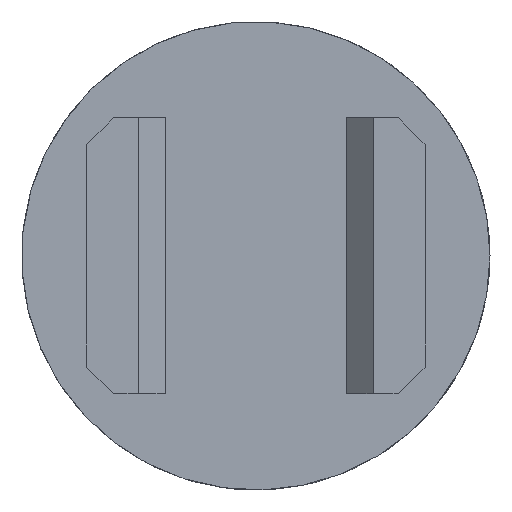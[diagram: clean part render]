
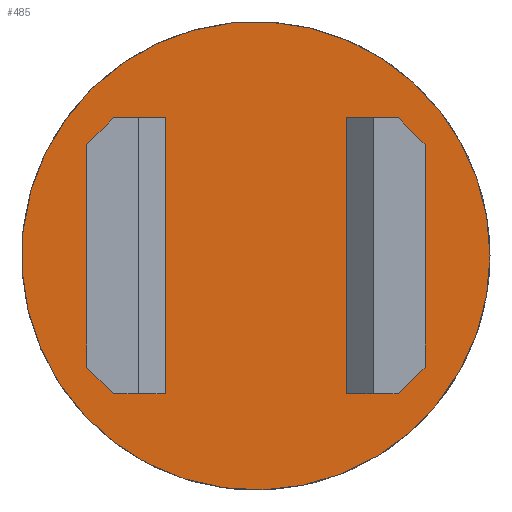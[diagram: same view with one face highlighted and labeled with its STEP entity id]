
A CAD part, front view. The second image highlights one B-rep face of the part: STEP entity #485.
In plain terms, the highlighted planar face has unit normal (0, -1, 0).
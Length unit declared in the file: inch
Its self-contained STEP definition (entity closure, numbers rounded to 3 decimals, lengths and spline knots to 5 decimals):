
#34=FACE_BOUND('',#111,.T.);
#35=FACE_BOUND('',#112,.T.);
#40=CIRCLE('',#518,0.375);
#68=FACE_OUTER_BOUND('',#110,.T.);
#110=EDGE_LOOP('',(#354));
#111=EDGE_LOOP('',(#355,#356,#357,#358,#359,#360));
#112=EDGE_LOOP('',(#361,#362,#363,#364,#365,#366));
#123=LINE('',#681,#165);
#127=LINE('',#689,#169);
#131=LINE('',#697,#173);
#134=LINE('',#704,#176);
#138=LINE('',#712,#180);
#142=LINE('',#720,#184);
#145=LINE('',#765,#187);
#146=LINE('',#767,#188);
#147=LINE('',#768,#189);
#148=LINE('',#770,#190);
#149=LINE('',#772,#191);
#150=LINE('',#773,#192);
#165=VECTOR('',#551,0.3937);
#169=VECTOR('',#557,0.3937);
#173=VECTOR('',#563,0.3937);
#176=VECTOR('',#568,0.3937);
#180=VECTOR('',#574,0.3937);
#184=VECTOR('',#580,0.3937);
#187=VECTOR('',#637,0.3937);
#188=VECTOR('',#638,0.3937);
#189=VECTOR('',#639,0.3937);
#190=VECTOR('',#640,0.3937);
#191=VECTOR('',#641,0.3937);
#192=VECTOR('',#642,0.3937);
#207=VERTEX_POINT('',#679);
#208=VERTEX_POINT('',#680);
#211=VERTEX_POINT('',#688);
#214=VERTEX_POINT('',#696);
#216=VERTEX_POINT('',#702);
#217=VERTEX_POINT('',#703);
#220=VERTEX_POINT('',#711);
#223=VERTEX_POINT('',#719);
#229=VERTEX_POINT('',#736);
#238=VERTEX_POINT('',#764);
#239=VERTEX_POINT('',#766);
#240=VERTEX_POINT('',#769);
#241=VERTEX_POINT('',#771);
#248=EDGE_CURVE('',#207,#208,#123,.T.);
#252=EDGE_CURVE('',#208,#211,#127,.T.);
#256=EDGE_CURVE('',#211,#214,#131,.T.);
#259=EDGE_CURVE('',#216,#217,#134,.T.);
#263=EDGE_CURVE('',#217,#220,#138,.T.);
#267=EDGE_CURVE('',#220,#223,#142,.T.);
#274=EDGE_CURVE('',#229,#229,#40,.T.);
#283=EDGE_CURVE('',#214,#238,#145,.T.);
#284=EDGE_CURVE('',#239,#207,#146,.T.);
#285=EDGE_CURVE('',#238,#239,#147,.T.);
#286=EDGE_CURVE('',#223,#240,#148,.T.);
#287=EDGE_CURVE('',#241,#216,#149,.T.);
#288=EDGE_CURVE('',#240,#241,#150,.T.);
#354=ORIENTED_EDGE('',*,*,#274,.T.);
#355=ORIENTED_EDGE('',*,*,#283,.F.);
#356=ORIENTED_EDGE('',*,*,#256,.F.);
#357=ORIENTED_EDGE('',*,*,#252,.F.);
#358=ORIENTED_EDGE('',*,*,#248,.F.);
#359=ORIENTED_EDGE('',*,*,#284,.F.);
#360=ORIENTED_EDGE('',*,*,#285,.F.);
#361=ORIENTED_EDGE('',*,*,#286,.F.);
#362=ORIENTED_EDGE('',*,*,#267,.F.);
#363=ORIENTED_EDGE('',*,*,#263,.F.);
#364=ORIENTED_EDGE('',*,*,#259,.F.);
#365=ORIENTED_EDGE('',*,*,#287,.F.);
#366=ORIENTED_EDGE('',*,*,#288,.F.);
#424=PLANE('',#536);
#485=ADVANCED_FACE('',(#68,#34,#35),#424,.T.);
#518=AXIS2_PLACEMENT_3D('',#737,#599,#600);
#536=AXIS2_PLACEMENT_3D('',#763,#635,#636);
#551=DIRECTION('',(0.,0.,-1.));
#557=DIRECTION('',(1.,0.,0.));
#563=DIRECTION('',(0.707,0.,0.707));
#568=DIRECTION('',(0.,0.,1.));
#574=DIRECTION('',(-1.,0.,0.));
#580=DIRECTION('',(-0.707,0.,-0.707));
#599=DIRECTION('center_axis',(0.,-1.,0.));
#600=DIRECTION('ref_axis',(-1.,0.,0.));
#635=DIRECTION('center_axis',(0.,-1.,0.));
#636=DIRECTION('ref_axis',(-1.,0.,0.));
#637=DIRECTION('',(0.,0.,1.));
#638=DIRECTION('',(-1.,0.,0.));
#639=DIRECTION('',(-0.707,0.,0.707));
#640=DIRECTION('',(0.,0.,-1.));
#641=DIRECTION('',(1.,0.,0.));
#642=DIRECTION('',(0.707,0.,-0.707));
#679=CARTESIAN_POINT('',(0.145,0.14,0.221));
#680=CARTESIAN_POINT('',(0.145,0.14,-0.221));
#681=CARTESIAN_POINT('',(0.145,0.14,-0.1105));
#688=CARTESIAN_POINT('',(0.228,0.14,-0.221));
#689=CARTESIAN_POINT('',(0.1355,0.14,-0.221));
#696=CARTESIAN_POINT('',(0.271,0.14,-0.178));
#697=CARTESIAN_POINT('',(0.237,0.14,-0.212));
#702=CARTESIAN_POINT('',(-0.145,0.14,-0.221));
#703=CARTESIAN_POINT('',(-0.145,0.14,0.221));
#704=CARTESIAN_POINT('',(-0.145,0.14,0.1105));
#711=CARTESIAN_POINT('',(-0.228,0.14,0.221));
#712=CARTESIAN_POINT('',(-0.1355,0.14,0.221));
#719=CARTESIAN_POINT('',(-0.271,0.14,0.178));
#720=CARTESIAN_POINT('',(-0.237,0.14,0.212));
#736=CARTESIAN_POINT('',(0.375,0.14,0.));
#737=CARTESIAN_POINT('Origin',(0.,0.14,0.));
#763=CARTESIAN_POINT('Origin',(0.,0.14,0.));
#764=CARTESIAN_POINT('',(0.271,0.14,0.178));
#765=CARTESIAN_POINT('',(0.271,0.14,0.1105));
#766=CARTESIAN_POINT('',(0.228,0.14,0.221));
#767=CARTESIAN_POINT('',(0.0725,0.14,0.221));
#768=CARTESIAN_POINT('',(0.237,0.14,0.212));
#769=CARTESIAN_POINT('',(-0.271,0.14,-0.178));
#770=CARTESIAN_POINT('',(-0.271,0.14,-0.1105));
#771=CARTESIAN_POINT('',(-0.228,0.14,-0.221));
#772=CARTESIAN_POINT('',(-0.0725,0.14,-0.221));
#773=CARTESIAN_POINT('',(-0.237,0.14,-0.212));
